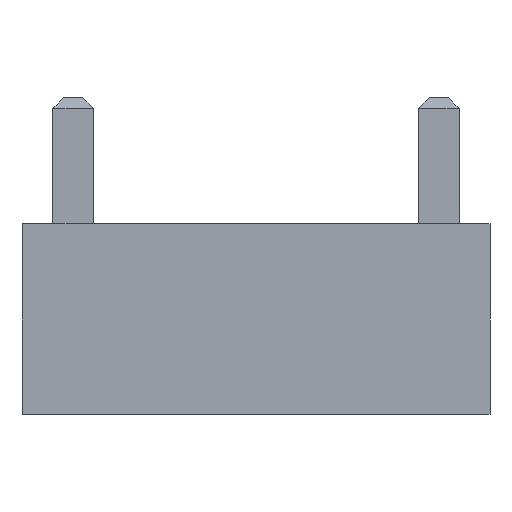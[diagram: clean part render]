
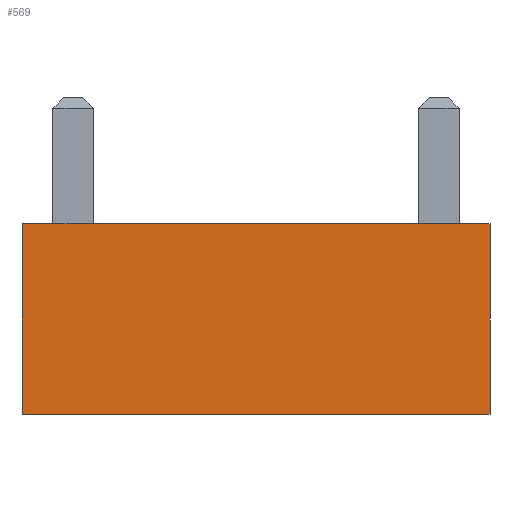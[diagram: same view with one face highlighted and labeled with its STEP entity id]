
A CAD part, left-side view. The second image highlights one B-rep face of the part: STEP entity #569.
In plain terms, the highlighted planar face has unit normal (-1, 0, 0).
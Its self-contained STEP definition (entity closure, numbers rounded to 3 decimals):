
#367 = CARTESIAN_POINT ( 'NONE',  ( -6.5, 6.5, 0. ) ) ;
#372 = CARTESIAN_POINT ( 'NONE',  ( -6.5, -6.5, 0. ) ) ;
#569 = ADVANCED_FACE ( 'NONE', ( #2129 ), #2130, .F. ) ;
#625 = EDGE_CURVE ( 'NONE', #808, #936, #1716, .T. ) ;
#626 = EDGE_CURVE ( 'NONE', #810, #941, #1721, .T. ) ;
#627 = EDGE_CURVE ( 'NONE', #936, #941, #1769, .T. ) ;
#739 = EDGE_CURVE ( 'NONE', #808, #810, #1494, .T. ) ;
#808 = VERTEX_POINT ( 'NONE', #1539 ) ;
#810 = VERTEX_POINT ( 'NONE', #1541 ) ;
#936 = VERTEX_POINT ( 'NONE', #367 ) ;
#941 = VERTEX_POINT ( 'NONE', #372 ) ;
#952 = EDGE_LOOP ( 'NONE', ( #1166, #1105, #1104, #1106 ) ) ;
#1104 = ORIENTED_EDGE ( 'NONE', *, *, #739, .F. ) ;
#1105 = ORIENTED_EDGE ( 'NONE', *, *, #626, .F. ) ;
#1106 = ORIENTED_EDGE ( 'NONE', *, *, #625, .T. ) ;
#1166 = ORIENTED_EDGE ( 'NONE', *, *, #627, .T. ) ;
#1480 = CARTESIAN_POINT ( 'NONE',  ( -6.5, 6.5, 5.3 ) ) ;
#1494 = LINE ( 'NONE', #1480, #2586 ) ;
#1528 = DIRECTION ( 'NONE',  ( 0., -1., 0. ) ) ;
#1539 = CARTESIAN_POINT ( 'NONE',  ( -6.5, 6.5, 5.3 ) ) ;
#1541 = CARTESIAN_POINT ( 'NONE',  ( -6.5, -6.5, 5.3 ) ) ;
#1716 = LINE ( 'NONE', #1764, #2505 ) ;
#1721 = LINE ( 'NONE', #1767, #2519 ) ;
#1764 = CARTESIAN_POINT ( 'NONE',  ( -6.5, 6.5, 5.3 ) ) ;
#1766 = DIRECTION ( 'NONE',  ( 0., 0., -1. ) ) ;
#1767 = CARTESIAN_POINT ( 'NONE',  ( -6.5, -6.5, 5.3 ) ) ;
#1768 = DIRECTION ( 'NONE',  ( 0., 0., -1. ) ) ;
#1769 = LINE ( 'NONE', #1770, #2521 ) ;
#1770 = CARTESIAN_POINT ( 'NONE',  ( -6.5, 6.5, 0. ) ) ;
#1771 = DIRECTION ( 'NONE',  ( 0., -1., 0. ) ) ;
#2123 = CARTESIAN_POINT ( 'NONE',  ( -6.5, 6.5, 5.3 ) ) ;
#2129 = FACE_OUTER_BOUND ( 'NONE', #952, .T. ) ;
#2130 = PLANE ( 'NONE',  #2464 ) ;
#2132 = DIRECTION ( 'NONE',  ( 1., 0., 0. ) ) ;
#2133 = DIRECTION ( 'NONE',  ( 0., 1., 0. ) ) ;
#2464 = AXIS2_PLACEMENT_3D ( 'NONE', #2123, #2132, #2133 ) ;
#2505 = VECTOR ( 'NONE', #1766, 1000. ) ;
#2519 = VECTOR ( 'NONE', #1768, 1000. ) ;
#2521 = VECTOR ( 'NONE', #1771, 1000. ) ;
#2586 = VECTOR ( 'NONE', #1528, 1000. ) ;
